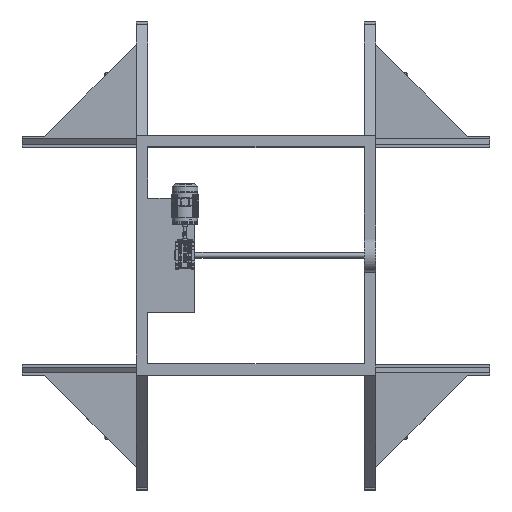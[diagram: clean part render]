
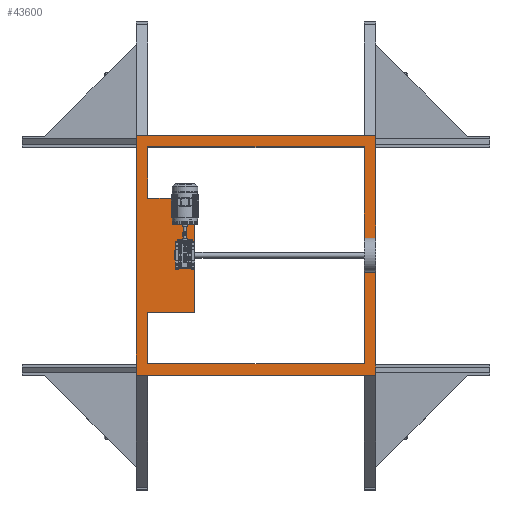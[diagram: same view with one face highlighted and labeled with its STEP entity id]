
A CAD part, top view. The second image highlights one B-rep face of the part: STEP entity #43600.
In plain terms, the highlighted planar face has unit normal (0, 0, 1).
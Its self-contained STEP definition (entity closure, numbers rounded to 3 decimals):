
#3049=LINE('',#71481,#6723);
#3052=LINE('',#71487,#6726);
#3056=LINE('',#71494,#6730);
#3059=LINE('',#71506,#6733);
#3060=LINE('',#71509,#6734);
#3061=LINE('',#71511,#6735);
#3062=LINE('',#71513,#6736);
#3063=LINE('',#71515,#6737);
#3064=LINE('',#71517,#6738);
#3065=LINE('',#71519,#6739);
#3066=LINE('',#71521,#6740);
#3067=LINE('',#71523,#6741);
#3068=LINE('',#71525,#6742);
#3069=LINE('',#71527,#6743);
#3070=LINE('',#71529,#6744);
#3071=LINE('',#71531,#6745);
#3072=LINE('',#71532,#6746);
#3073=LINE('',#71534,#6747);
#3074=LINE('',#71536,#6748);
#3075=LINE('',#71538,#6749);
#3076=LINE('',#71540,#6750);
#3077=LINE('',#71541,#6751);
#6723=VECTOR('',#57311,10.);
#6726=VECTOR('',#57316,10.);
#6730=VECTOR('',#57320,10.);
#6733=VECTOR('',#57333,10.);
#6734=VECTOR('',#57336,10.);
#6735=VECTOR('',#57337,10.);
#6736=VECTOR('',#57338,10.);
#6737=VECTOR('',#57339,10.);
#6738=VECTOR('',#57340,10.);
#6739=VECTOR('',#57341,10.);
#6740=VECTOR('',#57342,10.);
#6741=VECTOR('',#57343,10.);
#6742=VECTOR('',#57344,10.);
#6743=VECTOR('',#57345,10.);
#6744=VECTOR('',#57346,10.);
#6745=VECTOR('',#57347,10.);
#6746=VECTOR('',#57348,10.);
#6747=VECTOR('',#57349,10.);
#6748=VECTOR('',#57350,10.);
#6749=VECTOR('',#57351,10.);
#6750=VECTOR('',#57352,10.);
#6751=VECTOR('',#57353,10.);
#10571=FACE_OUTER_BOUND('',#13288,.T.);
#13288=EDGE_LOOP('',(#33593,#33594,#33595,#33596,#33597,#33598,#33599,#33600,
#33601,#33602,#33603,#33604,#33605,#33606,#33607,#33608,#33609,#33610,#33611,
#33612,#33613,#33614));
#19071=VERTEX_POINT('',#71478);
#19072=VERTEX_POINT('',#71480);
#19073=VERTEX_POINT('',#71484);
#19074=VERTEX_POINT('',#71486);
#19077=VERTEX_POINT('',#71492);
#19081=VERTEX_POINT('',#71504);
#19082=VERTEX_POINT('',#71508);
#19083=VERTEX_POINT('',#71510);
#19084=VERTEX_POINT('',#71512);
#19085=VERTEX_POINT('',#71514);
#19086=VERTEX_POINT('',#71516);
#19087=VERTEX_POINT('',#71518);
#19088=VERTEX_POINT('',#71520);
#19089=VERTEX_POINT('',#71522);
#19090=VERTEX_POINT('',#71524);
#19091=VERTEX_POINT('',#71526);
#19092=VERTEX_POINT('',#71528);
#19093=VERTEX_POINT('',#71530);
#19094=VERTEX_POINT('',#71533);
#19095=VERTEX_POINT('',#71535);
#19096=VERTEX_POINT('',#71537);
#19097=VERTEX_POINT('',#71539);
#24303=EDGE_CURVE('',#19072,#19071,#3049,.T.);
#24306=EDGE_CURVE('',#19074,#19073,#3052,.T.);
#24310=EDGE_CURVE('',#19071,#19077,#3056,.T.);
#24316=EDGE_CURVE('',#19073,#19081,#3059,.T.);
#24317=EDGE_CURVE('',#19077,#19082,#3060,.T.);
#24318=EDGE_CURVE('',#19082,#19083,#3061,.T.);
#24319=EDGE_CURVE('',#19083,#19084,#3062,.T.);
#24320=EDGE_CURVE('',#19084,#19085,#3063,.T.);
#24321=EDGE_CURVE('',#19085,#19086,#3064,.T.);
#24322=EDGE_CURVE('',#19086,#19087,#3065,.T.);
#24323=EDGE_CURVE('',#19087,#19088,#3066,.T.);
#24324=EDGE_CURVE('',#19088,#19089,#3067,.T.);
#24325=EDGE_CURVE('',#19089,#19090,#3068,.T.);
#24326=EDGE_CURVE('',#19090,#19091,#3069,.T.);
#24327=EDGE_CURVE('',#19091,#19092,#3070,.T.);
#24328=EDGE_CURVE('',#19092,#19093,#3071,.T.);
#24329=EDGE_CURVE('',#19093,#19074,#3072,.T.);
#24330=EDGE_CURVE('',#19094,#19081,#3073,.T.);
#24331=EDGE_CURVE('',#19094,#19095,#3074,.T.);
#24332=EDGE_CURVE('',#19096,#19095,#3075,.T.);
#24333=EDGE_CURVE('',#19097,#19096,#3076,.T.);
#24334=EDGE_CURVE('',#19072,#19097,#3077,.T.);
#33593=ORIENTED_EDGE('',*,*,#24303,.T.);
#33594=ORIENTED_EDGE('',*,*,#24310,.T.);
#33595=ORIENTED_EDGE('',*,*,#24317,.T.);
#33596=ORIENTED_EDGE('',*,*,#24318,.T.);
#33597=ORIENTED_EDGE('',*,*,#24319,.T.);
#33598=ORIENTED_EDGE('',*,*,#24320,.T.);
#33599=ORIENTED_EDGE('',*,*,#24321,.T.);
#33600=ORIENTED_EDGE('',*,*,#24322,.T.);
#33601=ORIENTED_EDGE('',*,*,#24323,.T.);
#33602=ORIENTED_EDGE('',*,*,#24324,.T.);
#33603=ORIENTED_EDGE('',*,*,#24325,.T.);
#33604=ORIENTED_EDGE('',*,*,#24326,.T.);
#33605=ORIENTED_EDGE('',*,*,#24327,.T.);
#33606=ORIENTED_EDGE('',*,*,#24328,.T.);
#33607=ORIENTED_EDGE('',*,*,#24329,.T.);
#33608=ORIENTED_EDGE('',*,*,#24306,.T.);
#33609=ORIENTED_EDGE('',*,*,#24316,.T.);
#33610=ORIENTED_EDGE('',*,*,#24330,.F.);
#33611=ORIENTED_EDGE('',*,*,#24331,.T.);
#33612=ORIENTED_EDGE('',*,*,#24332,.F.);
#33613=ORIENTED_EDGE('',*,*,#24333,.F.);
#33614=ORIENTED_EDGE('',*,*,#24334,.F.);
#41072=PLANE('',#48226);
#43600=ADVANCED_FACE('',(#10571),#41072,.F.);
#48226=AXIS2_PLACEMENT_3D('',#71507,#57334,#57335);
#57311=DIRECTION('',(-1.,0.,0.));
#57316=DIRECTION('',(0.,-1.,0.));
#57320=DIRECTION('',(0.,-1.,0.));
#57333=DIRECTION('',(1.,0.,0.));
#57334=DIRECTION('center_axis',(0.,0.,-1.));
#57335=DIRECTION('ref_axis',(0.707,0.707,0.));
#57336=DIRECTION('',(-1.,0.,0.));
#57337=DIRECTION('',(0.,1.,0.));
#57338=DIRECTION('',(1.,0.,0.));
#57339=DIRECTION('',(0.,1.,0.));
#57340=DIRECTION('',(-1.,0.,0.));
#57341=DIRECTION('',(0.,-1.,0.));
#57342=DIRECTION('',(-0.707,-0.707,0.));
#57343=DIRECTION('',(-1.,0.,0.));
#57344=DIRECTION('',(-0.707,0.707,0.));
#57345=DIRECTION('',(0.,1.,0.));
#57346=DIRECTION('',(-1.,0.,0.));
#57347=DIRECTION('',(0.,1.,0.));
#57348=DIRECTION('',(1.,0.,0.));
#57349=DIRECTION('',(0.,-1.,0.));
#57350=DIRECTION('',(-1.,0.,0.));
#57351=DIRECTION('',(0.,1.,0.));
#57352=DIRECTION('',(-1.,0.,0.));
#57353=DIRECTION('',(0.,-1.,0.));
#71478=CARTESIAN_POINT('',(475.,-75.,1987.5));
#71480=CARTESIAN_POINT('',(525.,-75.,1987.5));
#71481=CARTESIAN_POINT('',(475.,-75.,1987.5));
#71484=CARTESIAN_POINT('',(475.,75.,1987.5));
#71486=CARTESIAN_POINT('',(475.,475.,1987.5));
#71487=CARTESIAN_POINT('',(475.,475.,1987.5));
#71492=CARTESIAN_POINT('',(475.,-475.,1987.5));
#71494=CARTESIAN_POINT('',(475.,475.,1987.5));
#71504=CARTESIAN_POINT('',(525.,75.,1987.5));
#71506=CARTESIAN_POINT('',(500.,75.,1987.5));
#71507=CARTESIAN_POINT('Origin',(475.,475.,1987.5));
#71508=CARTESIAN_POINT('',(-475.,-475.,1987.5));
#71509=CARTESIAN_POINT('',(475.,-475.,1987.5));
#71510=CARTESIAN_POINT('',(-475.,-250.,1987.5));
#71511=CARTESIAN_POINT('',(-475.,-475.,1987.5));
#71512=CARTESIAN_POINT('',(-268.9,-250.,1987.5));
#71513=CARTESIAN_POINT('',(-681.1,-250.,1987.5));
#71514=CARTESIAN_POINT('',(-268.9,250.,1987.5));
#71515=CARTESIAN_POINT('',(-268.9,-250.,1987.5));
#71516=CARTESIAN_POINT('',(-270.4,250.,1987.5));
#71517=CARTESIAN_POINT('',(-268.9,250.,1987.5));
#71518=CARTESIAN_POINT('',(-270.4,177.581,1987.5));
#71519=CARTESIAN_POINT('',(-270.4,326.291,1987.5));
#71520=CARTESIAN_POINT('',(-271.4,176.581,1987.5));
#71521=CARTESIAN_POINT('',(-10.196,437.786,1987.5));
#71522=CARTESIAN_POINT('',(-351.4,176.581,1987.5));
#71523=CARTESIAN_POINT('',(61.8,176.581,1987.5));
#71524=CARTESIAN_POINT('',(-352.4,177.581,1987.5));
#71525=CARTESIAN_POINT('',(-219.905,45.086,1987.5));
#71526=CARTESIAN_POINT('',(-352.4,250.,1987.5));
#71527=CARTESIAN_POINT('',(-352.4,371.291,1987.5));
#71528=CARTESIAN_POINT('',(-475.,250.,1987.5));
#71529=CARTESIAN_POINT('',(-268.9,250.,1987.5));
#71530=CARTESIAN_POINT('',(-475.,475.,1987.5));
#71531=CARTESIAN_POINT('',(-475.,-475.,1987.5));
#71532=CARTESIAN_POINT('',(-500.,475.,1987.5));
#71533=CARTESIAN_POINT('',(525.,525.,1987.5));
#71534=CARTESIAN_POINT('',(525.,525.,1987.5));
#71535=CARTESIAN_POINT('',(-525.,525.,1987.5));
#71536=CARTESIAN_POINT('',(-500.,525.,1987.5));
#71537=CARTESIAN_POINT('',(-525.,-525.,1987.5));
#71538=CARTESIAN_POINT('',(-525.,-525.,1987.5));
#71539=CARTESIAN_POINT('',(525.,-525.,1987.5));
#71540=CARTESIAN_POINT('',(525.,-525.,1987.5));
#71541=CARTESIAN_POINT('',(525.,525.,1987.5));
